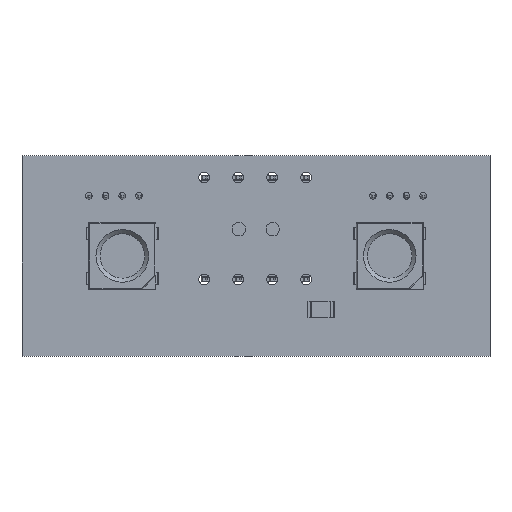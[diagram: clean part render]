
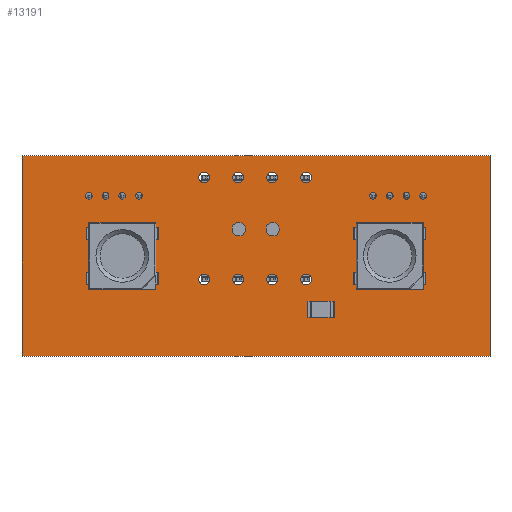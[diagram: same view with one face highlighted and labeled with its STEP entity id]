
A CAD part, top view. The second image highlights one B-rep face of the part: STEP entity #13191.
In plain terms, the highlighted planar face has unit normal (0, 0, 1).
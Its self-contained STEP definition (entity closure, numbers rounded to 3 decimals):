
#12881 = VERTEX_POINT('',#12882);
#12882 = CARTESIAN_POINT('',(85.,-115.,1.51));
#12888 = EDGE_CURVE('',#12881,#12889,#12891,.T.);
#12889 = VERTEX_POINT('',#12890);
#12890 = CARTESIAN_POINT('',(50.,-115.,1.51));
#12891 = LINE('',#12892,#12893);
#12892 = CARTESIAN_POINT('',(85.,-115.,1.51));
#12893 = VECTOR('',#12894,1.);
#12894 = DIRECTION('',(-1.,0.,0.));
#12921 = VERTEX_POINT('',#12922);
#12922 = CARTESIAN_POINT('',(85.,-100.,1.51));
#12928 = EDGE_CURVE('',#12921,#12881,#12929,.T.);
#12929 = LINE('',#12930,#12931);
#12930 = CARTESIAN_POINT('',(85.,-100.,1.51));
#12931 = VECTOR('',#12932,1.);
#12932 = DIRECTION('',(0.,-1.,0.));
#12950 = EDGE_CURVE('',#12889,#12951,#12953,.T.);
#12951 = VERTEX_POINT('',#12952);
#12952 = CARTESIAN_POINT('',(50.,-100.,1.51));
#12953 = LINE('',#12954,#12955);
#12954 = CARTESIAN_POINT('',(50.,-115.,1.51));
#12955 = VECTOR('',#12956,1.);
#12956 = DIRECTION('',(0.,1.,0.));
#13191 = ADVANCED_FACE('',(#13192,#13203,#13214,#13225,#13236,#13247,
    #13258,#13269,#13280,#13291,#13302,#13313,#13324,#13335,#13346,
    #13357,#13368,#13379,#13390),#13401,.T.);
#13192 = FACE_BOUND('',#13193,.T.);
#13193 = EDGE_LOOP('',(#13194,#13195,#13196,#13202));
#13194 = ORIENTED_EDGE('',*,*,#12888,.F.);
#13195 = ORIENTED_EDGE('',*,*,#12928,.F.);
#13196 = ORIENTED_EDGE('',*,*,#13197,.F.);
#13197 = EDGE_CURVE('',#12951,#12921,#13198,.T.);
#13198 = LINE('',#13199,#13200);
#13199 = CARTESIAN_POINT('',(50.,-100.,1.51));
#13200 = VECTOR('',#13201,1.);
#13201 = DIRECTION('',(1.,0.,0.));
#13202 = ORIENTED_EDGE('',*,*,#12950,.F.);
#13203 = FACE_BOUND('',#13204,.T.);
#13204 = EDGE_LOOP('',(#13205));
#13205 = ORIENTED_EDGE('',*,*,#13206,.T.);
#13206 = EDGE_CURVE('',#13207,#13207,#13209,.T.);
#13207 = VERTEX_POINT('',#13208);
#13208 = CARTESIAN_POINT('',(63.63,-109.65,1.51));
#13209 = CIRCLE('',#13210,0.4);
#13210 = AXIS2_PLACEMENT_3D('',#13211,#13212,#13213);
#13211 = CARTESIAN_POINT('',(63.63,-109.25,1.51));
#13212 = DIRECTION('',(-0.,0.,-1.));
#13213 = DIRECTION('',(0.,-1.,-0.));
#13214 = FACE_BOUND('',#13215,.T.);
#13215 = EDGE_LOOP('',(#13216));
#13216 = ORIENTED_EDGE('',*,*,#13217,.T.);
#13217 = EDGE_CURVE('',#13218,#13218,#13220,.T.);
#13218 = VERTEX_POINT('',#13219);
#13219 = CARTESIAN_POINT('',(66.17,-109.65,1.51));
#13220 = CIRCLE('',#13221,0.4);
#13221 = AXIS2_PLACEMENT_3D('',#13222,#13223,#13224);
#13222 = CARTESIAN_POINT('',(66.17,-109.25,1.51));
#13223 = DIRECTION('',(-0.,0.,-1.));
#13224 = DIRECTION('',(0.,-1.,-0.));
#13225 = FACE_BOUND('',#13226,.T.);
#13226 = EDGE_LOOP('',(#13227));
#13227 = ORIENTED_EDGE('',*,*,#13228,.T.);
#13228 = EDGE_CURVE('',#13229,#13229,#13231,.T.);
#13229 = VERTEX_POINT('',#13230);
#13230 = CARTESIAN_POINT('',(66.21,-106.,1.51));
#13231 = CIRCLE('',#13232,0.5);
#13232 = AXIS2_PLACEMENT_3D('',#13233,#13234,#13235);
#13233 = CARTESIAN_POINT('',(66.21,-105.5,1.51));
#13234 = DIRECTION('',(-0.,0.,-1.));
#13235 = DIRECTION('',(-0.,-1.,0.));
#13236 = FACE_BOUND('',#13237,.T.);
#13237 = EDGE_LOOP('',(#13238));
#13238 = ORIENTED_EDGE('',*,*,#13239,.T.);
#13239 = EDGE_CURVE('',#13240,#13240,#13242,.T.);
#13240 = VERTEX_POINT('',#13241);
#13241 = CARTESIAN_POINT('',(68.71,-109.65,1.51));
#13242 = CIRCLE('',#13243,0.4);
#13243 = AXIS2_PLACEMENT_3D('',#13244,#13245,#13246);
#13244 = CARTESIAN_POINT('',(68.71,-109.25,1.51));
#13245 = DIRECTION('',(-0.,0.,-1.));
#13246 = DIRECTION('',(0.,-1.,0.));
#13247 = FACE_BOUND('',#13248,.T.);
#13248 = EDGE_LOOP('',(#13249));
#13249 = ORIENTED_EDGE('',*,*,#13250,.T.);
#13250 = EDGE_CURVE('',#13251,#13251,#13253,.T.);
#13251 = VERTEX_POINT('',#13252);
#13252 = CARTESIAN_POINT('',(71.25,-109.65,1.51));
#13253 = CIRCLE('',#13254,0.4);
#13254 = AXIS2_PLACEMENT_3D('',#13255,#13256,#13257);
#13255 = CARTESIAN_POINT('',(71.25,-109.25,1.51));
#13256 = DIRECTION('',(-0.,0.,-1.));
#13257 = DIRECTION('',(-0.,-1.,0.));
#13258 = FACE_BOUND('',#13259,.T.);
#13259 = EDGE_LOOP('',(#13260));
#13260 = ORIENTED_EDGE('',*,*,#13261,.T.);
#13261 = EDGE_CURVE('',#13262,#13262,#13264,.T.);
#13262 = VERTEX_POINT('',#13263);
#13263 = CARTESIAN_POINT('',(68.75,-106.,1.51));
#13264 = CIRCLE('',#13265,0.5);
#13265 = AXIS2_PLACEMENT_3D('',#13266,#13267,#13268);
#13266 = CARTESIAN_POINT('',(68.75,-105.5,1.51));
#13267 = DIRECTION('',(-0.,0.,-1.));
#13268 = DIRECTION('',(-0.,-1.,0.));
#13269 = FACE_BOUND('',#13270,.T.);
#13270 = EDGE_LOOP('',(#13271));
#13271 = ORIENTED_EDGE('',*,*,#13272,.T.);
#13272 = EDGE_CURVE('',#13273,#13273,#13275,.T.);
#13273 = VERTEX_POINT('',#13274);
#13274 = CARTESIAN_POINT('',(55.,-103.25,1.51));
#13275 = CIRCLE('',#13276,0.25);
#13276 = AXIS2_PLACEMENT_3D('',#13277,#13278,#13279);
#13277 = CARTESIAN_POINT('',(55.,-103.,1.51));
#13278 = DIRECTION('',(-0.,0.,-1.));
#13279 = DIRECTION('',(-0.,-1.,0.));
#13280 = FACE_BOUND('',#13281,.T.);
#13281 = EDGE_LOOP('',(#13282));
#13282 = ORIENTED_EDGE('',*,*,#13283,.T.);
#13283 = EDGE_CURVE('',#13284,#13284,#13286,.T.);
#13284 = VERTEX_POINT('',#13285);
#13285 = CARTESIAN_POINT('',(56.25,-103.25,1.51));
#13286 = CIRCLE('',#13287,0.25);
#13287 = AXIS2_PLACEMENT_3D('',#13288,#13289,#13290);
#13288 = CARTESIAN_POINT('',(56.25,-103.,1.51));
#13289 = DIRECTION('',(-0.,0.,-1.));
#13290 = DIRECTION('',(-0.,-1.,0.));
#13291 = FACE_BOUND('',#13292,.T.);
#13292 = EDGE_LOOP('',(#13293));
#13293 = ORIENTED_EDGE('',*,*,#13294,.T.);
#13294 = EDGE_CURVE('',#13295,#13295,#13297,.T.);
#13295 = VERTEX_POINT('',#13296);
#13296 = CARTESIAN_POINT('',(57.5,-103.25,1.51));
#13297 = CIRCLE('',#13298,0.25);
#13298 = AXIS2_PLACEMENT_3D('',#13299,#13300,#13301);
#13299 = CARTESIAN_POINT('',(57.5,-103.,1.51));
#13300 = DIRECTION('',(-0.,0.,-1.));
#13301 = DIRECTION('',(-0.,-1.,0.));
#13302 = FACE_BOUND('',#13303,.T.);
#13303 = EDGE_LOOP('',(#13304));
#13304 = ORIENTED_EDGE('',*,*,#13305,.T.);
#13305 = EDGE_CURVE('',#13306,#13306,#13308,.T.);
#13306 = VERTEX_POINT('',#13307);
#13307 = CARTESIAN_POINT('',(58.75,-103.25,1.51));
#13308 = CIRCLE('',#13309,0.25);
#13309 = AXIS2_PLACEMENT_3D('',#13310,#13311,#13312);
#13310 = CARTESIAN_POINT('',(58.75,-103.,1.51));
#13311 = DIRECTION('',(-0.,0.,-1.));
#13312 = DIRECTION('',(-0.,-1.,0.));
#13313 = FACE_BOUND('',#13314,.T.);
#13314 = EDGE_LOOP('',(#13315));
#13315 = ORIENTED_EDGE('',*,*,#13316,.T.);
#13316 = EDGE_CURVE('',#13317,#13317,#13319,.T.);
#13317 = VERTEX_POINT('',#13318);
#13318 = CARTESIAN_POINT('',(63.63,-102.03,1.51));
#13319 = CIRCLE('',#13320,0.4);
#13320 = AXIS2_PLACEMENT_3D('',#13321,#13322,#13323);
#13321 = CARTESIAN_POINT('',(63.63,-101.63,1.51));
#13322 = DIRECTION('',(-0.,0.,-1.));
#13323 = DIRECTION('',(0.,-1.,-0.));
#13324 = FACE_BOUND('',#13325,.T.);
#13325 = EDGE_LOOP('',(#13326));
#13326 = ORIENTED_EDGE('',*,*,#13327,.T.);
#13327 = EDGE_CURVE('',#13328,#13328,#13330,.T.);
#13328 = VERTEX_POINT('',#13329);
#13329 = CARTESIAN_POINT('',(66.17,-102.03,1.51));
#13330 = CIRCLE('',#13331,0.4);
#13331 = AXIS2_PLACEMENT_3D('',#13332,#13333,#13334);
#13332 = CARTESIAN_POINT('',(66.17,-101.63,1.51));
#13333 = DIRECTION('',(-0.,0.,-1.));
#13334 = DIRECTION('',(0.,-1.,-0.));
#13335 = FACE_BOUND('',#13336,.T.);
#13336 = EDGE_LOOP('',(#13337));
#13337 = ORIENTED_EDGE('',*,*,#13338,.T.);
#13338 = EDGE_CURVE('',#13339,#13339,#13341,.T.);
#13339 = VERTEX_POINT('',#13340);
#13340 = CARTESIAN_POINT('',(68.71,-102.03,1.51));
#13341 = CIRCLE('',#13342,0.4);
#13342 = AXIS2_PLACEMENT_3D('',#13343,#13344,#13345);
#13343 = CARTESIAN_POINT('',(68.71,-101.63,1.51));
#13344 = DIRECTION('',(-0.,0.,-1.));
#13345 = DIRECTION('',(0.,-1.,0.));
#13346 = FACE_BOUND('',#13347,.T.);
#13347 = EDGE_LOOP('',(#13348));
#13348 = ORIENTED_EDGE('',*,*,#13349,.T.);
#13349 = EDGE_CURVE('',#13350,#13350,#13352,.T.);
#13350 = VERTEX_POINT('',#13351);
#13351 = CARTESIAN_POINT('',(71.25,-102.03,1.51));
#13352 = CIRCLE('',#13353,0.4);
#13353 = AXIS2_PLACEMENT_3D('',#13354,#13355,#13356);
#13354 = CARTESIAN_POINT('',(71.25,-101.63,1.51));
#13355 = DIRECTION('',(-0.,0.,-1.));
#13356 = DIRECTION('',(-0.,-1.,0.));
#13357 = FACE_BOUND('',#13358,.T.);
#13358 = EDGE_LOOP('',(#13359));
#13359 = ORIENTED_EDGE('',*,*,#13360,.T.);
#13360 = EDGE_CURVE('',#13361,#13361,#13363,.T.);
#13361 = VERTEX_POINT('',#13362);
#13362 = CARTESIAN_POINT('',(76.25,-103.25,1.51));
#13363 = CIRCLE('',#13364,0.25);
#13364 = AXIS2_PLACEMENT_3D('',#13365,#13366,#13367);
#13365 = CARTESIAN_POINT('',(76.25,-103.,1.51));
#13366 = DIRECTION('',(-0.,0.,-1.));
#13367 = DIRECTION('',(-0.,-1.,0.));
#13368 = FACE_BOUND('',#13369,.T.);
#13369 = EDGE_LOOP('',(#13370));
#13370 = ORIENTED_EDGE('',*,*,#13371,.T.);
#13371 = EDGE_CURVE('',#13372,#13372,#13374,.T.);
#13372 = VERTEX_POINT('',#13373);
#13373 = CARTESIAN_POINT('',(77.5,-103.25,1.51));
#13374 = CIRCLE('',#13375,0.25);
#13375 = AXIS2_PLACEMENT_3D('',#13376,#13377,#13378);
#13376 = CARTESIAN_POINT('',(77.5,-103.,1.51));
#13377 = DIRECTION('',(-0.,0.,-1.));
#13378 = DIRECTION('',(-0.,-1.,0.));
#13379 = FACE_BOUND('',#13380,.T.);
#13380 = EDGE_LOOP('',(#13381));
#13381 = ORIENTED_EDGE('',*,*,#13382,.T.);
#13382 = EDGE_CURVE('',#13383,#13383,#13385,.T.);
#13383 = VERTEX_POINT('',#13384);
#13384 = CARTESIAN_POINT('',(78.75,-103.25,1.51));
#13385 = CIRCLE('',#13386,0.25);
#13386 = AXIS2_PLACEMENT_3D('',#13387,#13388,#13389);
#13387 = CARTESIAN_POINT('',(78.75,-103.,1.51));
#13388 = DIRECTION('',(-0.,0.,-1.));
#13389 = DIRECTION('',(-0.,-1.,0.));
#13390 = FACE_BOUND('',#13391,.T.);
#13391 = EDGE_LOOP('',(#13392));
#13392 = ORIENTED_EDGE('',*,*,#13393,.T.);
#13393 = EDGE_CURVE('',#13394,#13394,#13396,.T.);
#13394 = VERTEX_POINT('',#13395);
#13395 = CARTESIAN_POINT('',(80.,-103.25,1.51));
#13396 = CIRCLE('',#13397,0.25);
#13397 = AXIS2_PLACEMENT_3D('',#13398,#13399,#13400);
#13398 = CARTESIAN_POINT('',(80.,-103.,1.51));
#13399 = DIRECTION('',(-0.,0.,-1.));
#13400 = DIRECTION('',(-0.,-1.,0.));
#13401 = PLANE('',#13402);
#13402 = AXIS2_PLACEMENT_3D('',#13403,#13404,#13405);
#13403 = CARTESIAN_POINT('',(0.,0.,1.51));
#13404 = DIRECTION('',(0.,0.,1.));
#13405 = DIRECTION('',(1.,0.,-0.));
